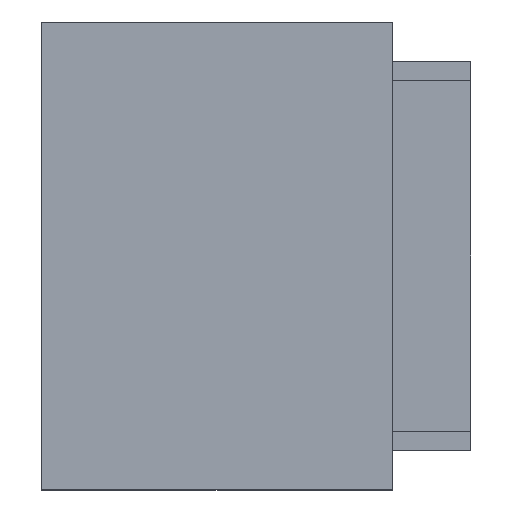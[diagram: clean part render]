
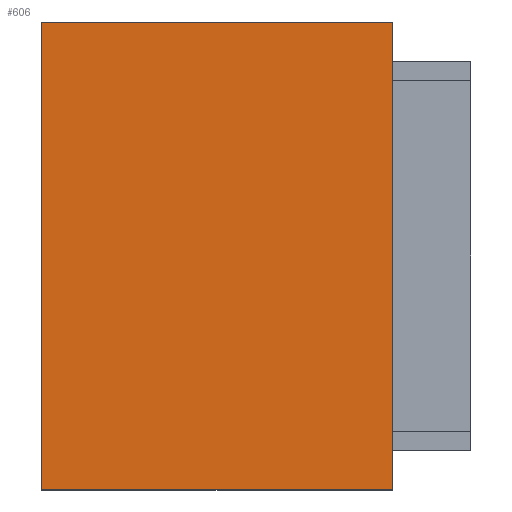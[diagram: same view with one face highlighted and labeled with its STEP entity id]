
A CAD part, left-side view. The second image highlights one B-rep face of the part: STEP entity #606.
In plain terms, the highlighted planar face has unit normal (-1, 0, 0).
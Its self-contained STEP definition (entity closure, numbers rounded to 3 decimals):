
#19 = VECTOR ( 'NONE', #422, 1000. ) ;
#41 = CARTESIAN_POINT ( 'NONE',  ( -0.5, 0.45, -0.3 ) ) ;
#57 = EDGE_LOOP ( 'NONE', ( #392, #262, #424, #286 ) ) ;
#74 = LINE ( 'NONE', #159, #415 ) ;
#94 = LINE ( 'NONE', #327, #369 ) ;
#138 = CARTESIAN_POINT ( 'NONE',  ( -0.5, 0., 0.3 ) ) ;
#143 = EDGE_CURVE ( 'NONE', #394, #483, #522, .T. ) ;
#159 = CARTESIAN_POINT ( 'NONE',  ( -0.5, 0.45, 0.3 ) ) ;
#177 = CARTESIAN_POINT ( 'NONE',  ( -0.5, 0.45, -0.3 ) ) ;
#190 = PLANE ( 'NONE',  #559 ) ;
#204 = DIRECTION ( 'NONE',  ( 0., 0., -1. ) ) ;
#209 = EDGE_CURVE ( 'NONE', #483, #423, #361, .T. ) ;
#212 = VECTOR ( 'NONE', #466, 1000. ) ;
#252 = VERTEX_POINT ( 'NONE', #322 ) ;
#262 = ORIENTED_EDGE ( 'NONE', *, *, #306, .F. ) ;
#266 = EDGE_CURVE ( 'NONE', #394, #252, #74, .T. ) ;
#274 = DIRECTION ( 'NONE',  ( 0., -1., 0. ) ) ;
#286 = ORIENTED_EDGE ( 'NONE', *, *, #143, .T. ) ;
#294 = CARTESIAN_POINT ( 'NONE',  ( -0.5, 0., -0.3 ) ) ;
#296 = FACE_OUTER_BOUND ( 'NONE', #57, .T. ) ;
#306 = EDGE_CURVE ( 'NONE', #252, #423, #94, .T. ) ;
#322 = CARTESIAN_POINT ( 'NONE',  ( -0.5, 0.45, 0.3 ) ) ;
#327 = CARTESIAN_POINT ( 'NONE',  ( -0.5, 0.45, 0.3 ) ) ;
#361 = LINE ( 'NONE', #138, #212 ) ;
#369 = VECTOR ( 'NONE', #274, 1000. ) ;
#392 = ORIENTED_EDGE ( 'NONE', *, *, #209, .T. ) ;
#394 = VERTEX_POINT ( 'NONE', #177 ) ;
#403 = DIRECTION ( 'NONE',  ( 1., 0., 0. ) ) ;
#415 = VECTOR ( 'NONE', #640, 1000. ) ;
#422 = DIRECTION ( 'NONE',  ( 0., -1., 0. ) ) ;
#423 = VERTEX_POINT ( 'NONE', #494 ) ;
#424 = ORIENTED_EDGE ( 'NONE', *, *, #266, .F. ) ;
#466 = DIRECTION ( 'NONE',  ( 0., 0., 1. ) ) ;
#483 = VERTEX_POINT ( 'NONE', #294 ) ;
#494 = CARTESIAN_POINT ( 'NONE',  ( -0.5, 0., 0.3 ) ) ;
#522 = LINE ( 'NONE', #41, #19 ) ;
#559 = AXIS2_PLACEMENT_3D ( 'NONE', #670, #403, #204 ) ;
#606 = ADVANCED_FACE ( 'NONE', ( #296 ), #190, .F. ) ;
#640 = DIRECTION ( 'NONE',  ( 0., 0., 1. ) ) ;
#670 = CARTESIAN_POINT ( 'NONE',  ( -0.5, 0.45, 0.3 ) ) ;
